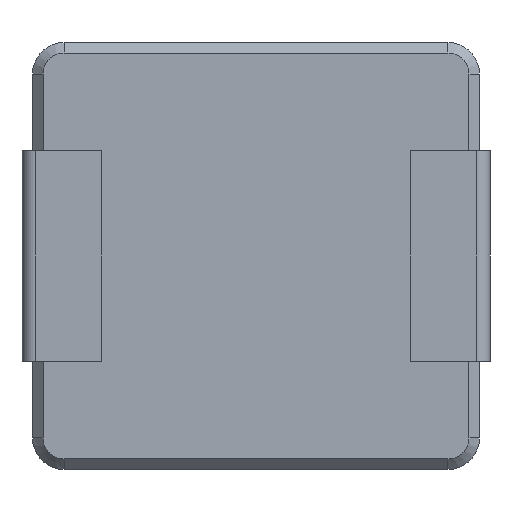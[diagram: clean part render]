
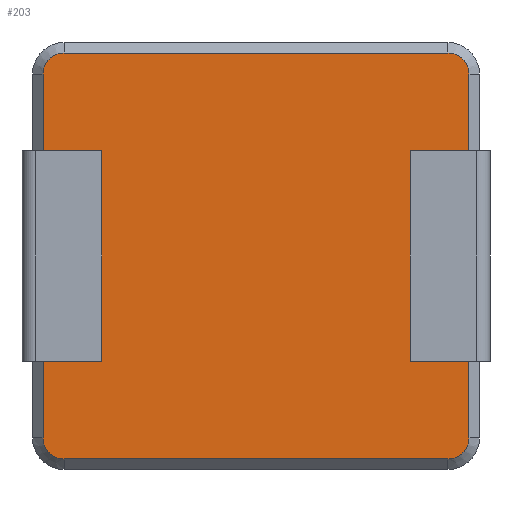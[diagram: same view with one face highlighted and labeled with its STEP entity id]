
A CAD part, front view. The second image highlights one B-rep face of the part: STEP entity #203.
In plain terms, the highlighted planar face has unit normal (0, -1, 0).
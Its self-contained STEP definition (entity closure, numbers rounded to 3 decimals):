
#203 = ADVANCED_FACE('',(#204),#274,.F.);
#204 = FACE_BOUND('',#205,.T.);
#205 = EDGE_LOOP('',(#206,#216,#225,#233,#242,#250,#259,#267));
#206 = ORIENTED_EDGE('',*,*,#207,.T.);
#207 = EDGE_CURVE('',#208,#210,#212,.T.);
#208 = VERTEX_POINT('',#209);
#209 = CARTESIAN_POINT('',(-1.825,0.1,-1.93));
#210 = VERTEX_POINT('',#211);
#211 = CARTESIAN_POINT('',(1.825,0.1,-1.93));
#212 = LINE('',#213,#214);
#213 = CARTESIAN_POINT('',(0.,0.1,-1.93));
#214 = VECTOR('',#215,1.);
#215 = DIRECTION('',(1.,0.,0.));
#216 = ORIENTED_EDGE('',*,*,#217,.T.);
#217 = EDGE_CURVE('',#210,#218,#220,.T.);
#218 = VERTEX_POINT('',#219);
#219 = CARTESIAN_POINT('',(2.025,0.1,-1.73));
#220 = CIRCLE('',#221,0.2);
#221 = AXIS2_PLACEMENT_3D('',#222,#223,#224);
#222 = CARTESIAN_POINT('',(1.825,0.1,-1.73));
#223 = DIRECTION('',(0.,-1.,-0.));
#224 = DIRECTION('',(-1.,0.,0.));
#225 = ORIENTED_EDGE('',*,*,#226,.T.);
#226 = EDGE_CURVE('',#218,#227,#229,.T.);
#227 = VERTEX_POINT('',#228);
#228 = CARTESIAN_POINT('',(2.025,0.1,1.73));
#229 = LINE('',#230,#231);
#230 = CARTESIAN_POINT('',(2.025,0.1,0.));
#231 = VECTOR('',#232,1.);
#232 = DIRECTION('',(0.,-0.,1.));
#233 = ORIENTED_EDGE('',*,*,#234,.T.);
#234 = EDGE_CURVE('',#227,#235,#237,.T.);
#235 = VERTEX_POINT('',#236);
#236 = CARTESIAN_POINT('',(1.825,0.1,1.93));
#237 = CIRCLE('',#238,0.2);
#238 = AXIS2_PLACEMENT_3D('',#239,#240,#241);
#239 = CARTESIAN_POINT('',(1.825,0.1,1.73));
#240 = DIRECTION('',(0.,-1.,-0.));
#241 = DIRECTION('',(-1.,0.,0.));
#242 = ORIENTED_EDGE('',*,*,#243,.T.);
#243 = EDGE_CURVE('',#235,#244,#246,.T.);
#244 = VERTEX_POINT('',#245);
#245 = CARTESIAN_POINT('',(-1.825,0.1,1.93));
#246 = LINE('',#247,#248);
#247 = CARTESIAN_POINT('',(0.,0.1,1.93));
#248 = VECTOR('',#249,1.);
#249 = DIRECTION('',(-1.,0.,0.));
#250 = ORIENTED_EDGE('',*,*,#251,.T.);
#251 = EDGE_CURVE('',#244,#252,#254,.T.);
#252 = VERTEX_POINT('',#253);
#253 = CARTESIAN_POINT('',(-2.025,0.1,1.73));
#254 = CIRCLE('',#255,0.2);
#255 = AXIS2_PLACEMENT_3D('',#256,#257,#258);
#256 = CARTESIAN_POINT('',(-1.825,0.1,1.73));
#257 = DIRECTION('',(0.,-1.,-0.));
#258 = DIRECTION('',(-1.,0.,0.));
#259 = ORIENTED_EDGE('',*,*,#260,.T.);
#260 = EDGE_CURVE('',#252,#261,#263,.T.);
#261 = VERTEX_POINT('',#262);
#262 = CARTESIAN_POINT('',(-2.025,0.1,-1.73));
#263 = LINE('',#264,#265);
#264 = CARTESIAN_POINT('',(-2.025,0.1,0.));
#265 = VECTOR('',#266,1.);
#266 = DIRECTION('',(0.,0.,-1.));
#267 = ORIENTED_EDGE('',*,*,#268,.T.);
#268 = EDGE_CURVE('',#261,#208,#269,.T.);
#269 = CIRCLE('',#270,0.2);
#270 = AXIS2_PLACEMENT_3D('',#271,#272,#273);
#271 = CARTESIAN_POINT('',(-1.825,0.1,-1.73));
#272 = DIRECTION('',(0.,-1.,-0.));
#273 = DIRECTION('',(-1.,0.,0.));
#274 = PLANE('',#275);
#275 = AXIS2_PLACEMENT_3D('',#276,#277,#278);
#276 = CARTESIAN_POINT('',(0.,0.1,0.));
#277 = DIRECTION('',(0.,1.,0.));
#278 = DIRECTION('',(-1.,0.,0.));
